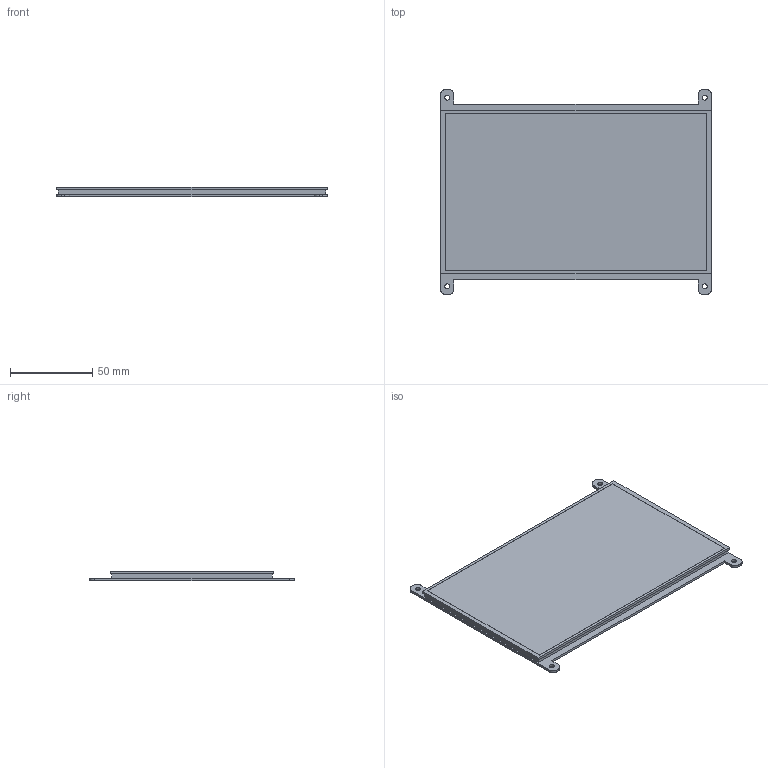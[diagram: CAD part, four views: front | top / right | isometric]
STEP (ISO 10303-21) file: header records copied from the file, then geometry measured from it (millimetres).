
FILE_DESCRIPTION(/* description */ (''),/* implementation_level */ '2;1');
FILE_NAME(/* name */ 'waveshare 7inch HDMI LCD 1024x600.stp',/* time_stamp */ '2024-05-09T10:47:56+03:00',/* author */ ('Engineering'),/* organization */ (''),/* preprocessor_version */ 'ST-DEVELOPER v19.2',/* originating_system */ 'Autodesk Inventor 2024',/* authorisation */ '');
FILE_SCHEMA (('AUTOMOTIVE_DESIGN { 1 0 10303 214 3 1 1 }'));
Length unit declared in the file: millimetre
Products named in the file (1): waveshare 7inch HDMI LCD 1024x600
Bounding box: 164.94 x 124.67 x 5.68 mm (x, y, z)
Volume: 92738 mm3; surface area: 39876.2 mm2
Topology: 1 solids, 1 shells, 41 faces, 108 edges, 72 vertices
Faces by surface type: plane 29, cylinder 12
Full cylindrical faces by diameter (mm): 3 x4
Entity records: 1406 total; most frequent: CARTESIAN_POINT 222, ORIENTED_EDGE 216, DIRECTION 216, EDGE_CURVE 108, LINE 84, VECTOR 84, VERTEX_POINT 72, AXIS2_PLACEMENT_3D 66
